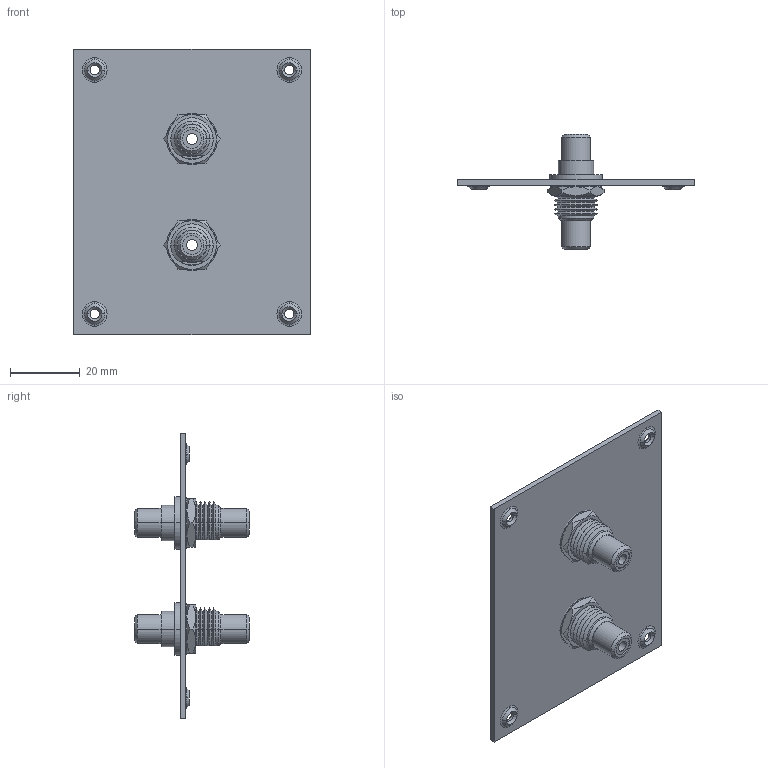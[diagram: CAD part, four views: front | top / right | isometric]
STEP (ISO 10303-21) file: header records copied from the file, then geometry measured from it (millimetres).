
FILE_DESCRIPTION (( 'STEP AP214' ), '1' );
FILE_NAME ('USP2RCAB.STEP', '2019-01-07T17:21:14', ( '' ), ( '' ), 'SwSTEP 2.0', 'SolidWorks 2017', '' );
FILE_SCHEMA (( 'AUTOMOTIVE_DESIGN' ));
Length unit declared in the file: inch
Products named in the file (6): BA400; 3AA02-008; 3AA03-005; 1AR06-003; USP2RCAB
Assembly tree (6 placements, depth 3):
  USP2RCAB
    1AR06-003
    BA400  x2
      BA400
      3AA03-005
      3AA02-008
Bounding box: 68.07 x 33.02 x 82.04 mm (x, y, z)
Volume: 12983.5 mm3; surface area: 16155.5 mm2
Topology: 7 solids, 7 shells, 482 faces, 1228 edges, 772 vertices
Faces by surface type: cylinder 182, cone 156, plane 128, torus 16
Entity records: 8886 total; most frequent: CARTESIAN_POINT 1707, DIRECTION 1528, ORIENTED_EDGE 1394, EDGE_CURVE 697, AXIS2_PLACEMENT_3D 607, VERTEX_POINT 440, CIRCLE 326, VECTOR 314
